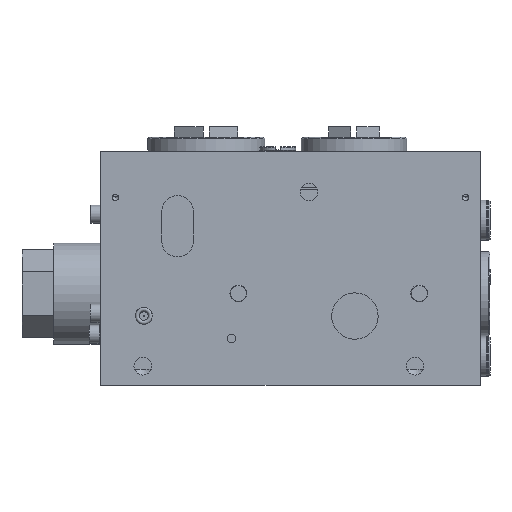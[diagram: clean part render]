
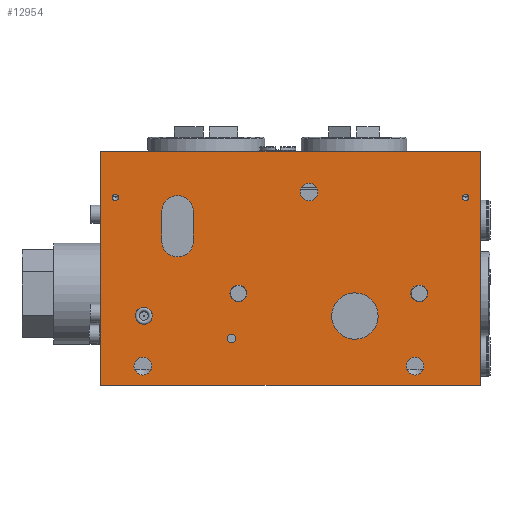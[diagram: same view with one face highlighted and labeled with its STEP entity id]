
A CAD part, front view. The second image highlights one B-rep face of the part: STEP entity #12954.
In plain terms, the highlighted planar face has unit normal (0, -1, 0).
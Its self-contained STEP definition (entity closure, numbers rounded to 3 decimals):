
#444=PLANE('',#13842);
#959=LINE('',#19014,#1443);
#961=LINE('',#19017,#1445);
#966=LINE('',#19094,#1450);
#967=LINE('',#19097,#1451);
#968=LINE('',#19099,#1452);
#969=LINE('',#19101,#1453);
#1443=VECTOR('',#15338,1000.);
#1445=VECTOR('',#15342,1000.);
#1450=VECTOR('',#15395,1000.);
#1451=VECTOR('',#15396,1000.);
#1452=VECTOR('',#15397,1000.);
#1453=VECTOR('',#15398,1000.);
#2240=ORIENTED_EDGE('',*,*,#4172,.F.);
#2241=ORIENTED_EDGE('',*,*,#4173,.F.);
#2242=ORIENTED_EDGE('',*,*,#4174,.F.);
#2243=ORIENTED_EDGE('',*,*,#4175,.F.);
#2244=ORIENTED_EDGE('',*,*,#4176,.T.);
#2245=ORIENTED_EDGE('',*,*,#4177,.T.);
#2246=ORIENTED_EDGE('',*,*,#4178,.T.);
#2247=ORIENTED_EDGE('',*,*,#4149,.F.);
#2248=ORIENTED_EDGE('',*,*,#4145,.F.);
#2249=ORIENTED_EDGE('',*,*,#4147,.F.);
#2250=ORIENTED_EDGE('',*,*,#4141,.F.);
#2251=ORIENTED_EDGE('',*,*,#4137,.T.);
#2252=ORIENTED_EDGE('',*,*,#4135,.T.);
#2253=ORIENTED_EDGE('',*,*,#4133,.T.);
#2254=ORIENTED_EDGE('',*,*,#4128,.T.);
#2255=ORIENTED_EDGE('',*,*,#4127,.T.);
#2256=ORIENTED_EDGE('',*,*,#4125,.T.);
#2257=ORIENTED_EDGE('',*,*,#4123,.T.);
#4123=EDGE_CURVE('',#5103,#5103,#5829,.T.);
#4125=EDGE_CURVE('',#5105,#5105,#5831,.T.);
#4127=EDGE_CURVE('',#5107,#5107,#5833,.T.);
#4128=EDGE_CURVE('',#5108,#5108,#5834,.T.);
#4133=EDGE_CURVE('',#5113,#5113,#5839,.T.);
#4135=EDGE_CURVE('',#5115,#5115,#5841,.T.);
#4137=EDGE_CURVE('',#5117,#5117,#5843,.T.);
#4141=EDGE_CURVE('',#5121,#5119,#5845,.T.);
#4145=EDGE_CURVE('',#5125,#5123,#5847,.T.);
#4147=EDGE_CURVE('',#5119,#5125,#959,.T.);
#4149=EDGE_CURVE('',#5123,#5121,#961,.T.);
#4172=EDGE_CURVE('',#5145,#5146,#966,.T.);
#4173=EDGE_CURVE('',#5147,#5145,#967,.T.);
#4174=EDGE_CURVE('',#5148,#5147,#968,.T.);
#4175=EDGE_CURVE('',#5146,#5148,#969,.T.);
#4176=EDGE_CURVE('',#5149,#5149,#5863,.T.);
#4177=EDGE_CURVE('',#5150,#5150,#5864,.T.);
#4178=EDGE_CURVE('',#5151,#5151,#5865,.T.);
#5103=VERTEX_POINT('',#18956);
#5105=VERTEX_POINT('',#18962);
#5107=VERTEX_POINT('',#18967);
#5108=VERTEX_POINT('',#18970);
#5113=VERTEX_POINT('',#18983);
#5115=VERTEX_POINT('',#18988);
#5117=VERTEX_POINT('',#18993);
#5119=VERTEX_POINT('',#18997);
#5121=VERTEX_POINT('',#19001);
#5123=VERTEX_POINT('',#19006);
#5125=VERTEX_POINT('',#19010);
#5145=VERTEX_POINT('',#19095);
#5146=VERTEX_POINT('',#19096);
#5147=VERTEX_POINT('',#19098);
#5148=VERTEX_POINT('',#19100);
#5149=VERTEX_POINT('',#19103);
#5150=VERTEX_POINT('',#19105);
#5151=VERTEX_POINT('',#19107);
#5829=CIRCLE('',#13787,1.5);
#5831=CIRCLE('',#13791,1.5);
#5833=CIRCLE('',#13794,2.);
#5834=CIRCLE('',#13796,3.9);
#5839=CIRCLE('',#13804,11.);
#5841=CIRCLE('',#13807,4.);
#5843=CIRCLE('',#13810,4.);
#5845=CIRCLE('',#13813,7.5);
#5847=CIRCLE('',#13816,7.5);
#5863=CIRCLE('',#13843,4.188);
#5864=CIRCLE('',#13844,4.188);
#5865=CIRCLE('',#13845,4.188);
#6416=EDGE_LOOP('',(#2240,#2241,#2242,#2243));
#6417=EDGE_LOOP('',(#2244));
#6418=EDGE_LOOP('',(#2245));
#6419=EDGE_LOOP('',(#2246));
#6420=EDGE_LOOP('',(#2247,#2248,#2249,#2250));
#6421=EDGE_LOOP('',(#2251));
#6422=EDGE_LOOP('',(#2252));
#6423=EDGE_LOOP('',(#2253));
#6424=EDGE_LOOP('',(#2254));
#6425=EDGE_LOOP('',(#2255));
#6426=EDGE_LOOP('',(#2256));
#6427=EDGE_LOOP('',(#2257));
#7542=FACE_BOUND('',#6416,.T.);
#7543=FACE_BOUND('',#6417,.T.);
#7544=FACE_BOUND('',#6418,.T.);
#7545=FACE_BOUND('',#6419,.T.);
#7546=FACE_BOUND('',#6420,.T.);
#7547=FACE_BOUND('',#6421,.T.);
#7548=FACE_BOUND('',#6422,.T.);
#7549=FACE_BOUND('',#6423,.T.);
#7550=FACE_BOUND('',#6424,.T.);
#7551=FACE_BOUND('',#6425,.T.);
#7552=FACE_BOUND('',#6426,.T.);
#7553=FACE_BOUND('',#6427,.T.);
#12954=ADVANCED_FACE('',(#7542,#7543,#7544,#7545,#7546,#7547,#7548,#7549,
#7550,#7551,#7552,#7553),#444,.F.);
#13787=AXIS2_PLACEMENT_3D('',#18955,#15271,#15272);
#13791=AXIS2_PLACEMENT_3D('',#18961,#15279,#15280);
#13794=AXIS2_PLACEMENT_3D('',#18966,#15285,#15286);
#13796=AXIS2_PLACEMENT_3D('',#18969,#15289,#15290);
#13804=AXIS2_PLACEMENT_3D('',#18982,#15305,#15306);
#13807=AXIS2_PLACEMENT_3D('',#18987,#15311,#15312);
#13810=AXIS2_PLACEMENT_3D('',#18992,#15317,#15318);
#13813=AXIS2_PLACEMENT_3D('',#19002,#15325,#15326);
#13816=AXIS2_PLACEMENT_3D('',#19011,#15333,#15334);
#13842=AXIS2_PLACEMENT_3D('',#19093,#15393,#15394);
#13843=AXIS2_PLACEMENT_3D('',#19102,#15399,#15400);
#13844=AXIS2_PLACEMENT_3D('',#19104,#15401,#15402);
#13845=AXIS2_PLACEMENT_3D('',#19106,#15403,#15404);
#15271=DIRECTION('',(0.,1.,0.));
#15272=DIRECTION('',(0.,0.,-1.));
#15279=DIRECTION('',(0.,1.,0.));
#15280=DIRECTION('',(0.,0.,-1.));
#15285=DIRECTION('',(0.,1.,0.));
#15286=DIRECTION('',(0.,0.,-1.));
#15289=DIRECTION('',(0.,1.,0.));
#15290=DIRECTION('',(0.,0.,-1.));
#15305=DIRECTION('',(0.,1.,0.));
#15306=DIRECTION('',(0.,0.,-1.));
#15311=DIRECTION('',(0.,1.,0.));
#15312=DIRECTION('',(0.,0.,-1.));
#15317=DIRECTION('',(0.,1.,0.));
#15318=DIRECTION('',(0.,0.,-1.));
#15325=DIRECTION('',(0.,-1.,0.));
#15326=DIRECTION('',(1.,0.,0.));
#15333=DIRECTION('',(0.,-1.,0.));
#15334=DIRECTION('',(-1.,0.,0.));
#15338=DIRECTION('',(0.,0.,-1.));
#15342=DIRECTION('',(0.,0.,1.));
#15393=DIRECTION('',(0.,1.,0.));
#15394=DIRECTION('',(0.,0.,1.));
#15395=DIRECTION('',(0.,0.,1.));
#15396=DIRECTION('',(-1.,0.,0.));
#15397=DIRECTION('',(0.,0.,-1.));
#15398=DIRECTION('',(1.,0.,0.));
#15399=DIRECTION('',(0.,1.,0.));
#15400=DIRECTION('',(0.,0.,-1.));
#15401=DIRECTION('',(0.,1.,0.));
#15402=DIRECTION('',(0.,0.,-1.));
#15403=DIRECTION('',(0.,1.,0.));
#15404=DIRECTION('',(0.,0.,-1.));
#18955=CARTESIAN_POINT('',(173.,0.,-22.));
#18956=CARTESIAN_POINT('',(173.,0.,-23.5));
#18961=CARTESIAN_POINT('',(7.,0.,-22.));
#18962=CARTESIAN_POINT('',(7.,0.,-23.5));
#18966=CARTESIAN_POINT('',(62.,0.,-88.8));
#18967=CARTESIAN_POINT('',(62.,0.,-90.8));
#18969=CARTESIAN_POINT('',(20.5,0.,-78.2));
#18970=CARTESIAN_POINT('',(20.5,0.,-82.1));
#18982=CARTESIAN_POINT('',(120.5,0.,-78.2));
#18983=CARTESIAN_POINT('',(120.5,0.,-89.2));
#18987=CARTESIAN_POINT('',(151.,0.,-67.5));
#18988=CARTESIAN_POINT('',(151.,0.,-71.5));
#18992=CARTESIAN_POINT('',(65.3,0.,-67.5));
#18993=CARTESIAN_POINT('',(65.3,0.,-71.5));
#18997=CARTESIAN_POINT('',(29.,0.,-28.7));
#19001=CARTESIAN_POINT('',(44.,0.,-28.7));
#19002=CARTESIAN_POINT('',(36.5,0.,-28.7));
#19006=CARTESIAN_POINT('',(44.,0.,-42.7));
#19010=CARTESIAN_POINT('',(29.,0.,-42.7));
#19011=CARTESIAN_POINT('',(36.5,0.,-42.7));
#19014=CARTESIAN_POINT('',(29.,0.,-28.7));
#19017=CARTESIAN_POINT('',(44.,0.,-42.7));
#19093=CARTESIAN_POINT('',(0.,0.,0.));
#19094=CARTESIAN_POINT('',(0.,0.,-111.));
#19095=CARTESIAN_POINT('',(0.,0.,-111.));
#19096=CARTESIAN_POINT('',(0.,0.,0.));
#19097=CARTESIAN_POINT('',(180.,0.,-111.));
#19098=CARTESIAN_POINT('',(180.,0.,-111.));
#19099=CARTESIAN_POINT('',(180.,0.,0.));
#19100=CARTESIAN_POINT('',(180.,0.,0.));
#19101=CARTESIAN_POINT('',(0.,0.,0.));
#19102=CARTESIAN_POINT('',(98.8,0.,-19.5));
#19103=CARTESIAN_POINT('',(98.8,0.,-23.688));
#19104=CARTESIAN_POINT('',(20.,0.,-102.));
#19105=CARTESIAN_POINT('',(20.,0.,-106.188));
#19106=CARTESIAN_POINT('',(149.,0.,-102.));
#19107=CARTESIAN_POINT('',(149.,0.,-106.188));
